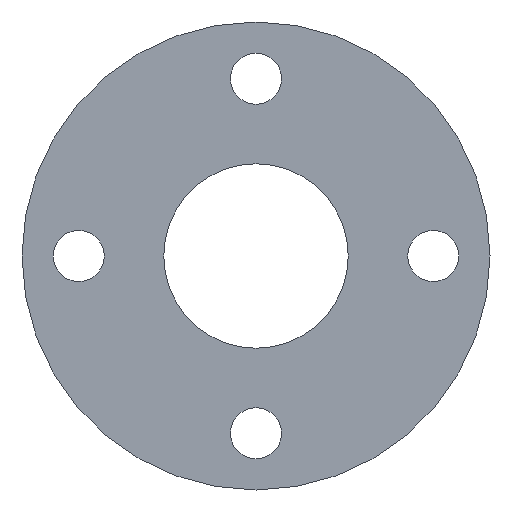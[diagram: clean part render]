
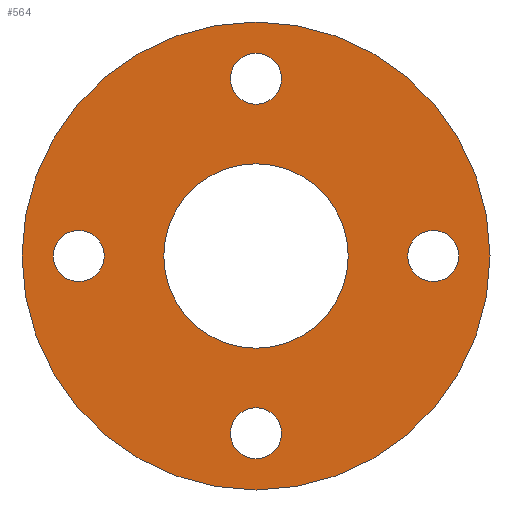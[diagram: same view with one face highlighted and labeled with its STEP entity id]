
A CAD part, front view. The second image highlights one B-rep face of the part: STEP entity #564.
In plain terms, the highlighted planar face has unit normal (0, -1, 0).
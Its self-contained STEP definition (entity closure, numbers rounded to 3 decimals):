
#9 = EDGE_CURVE ( 'NONE', #166, #160, #468, .T. ) ;
#23 = AXIS2_PLACEMENT_3D ( 'NONE', #27, #347, #306 ) ;
#27 = CARTESIAN_POINT ( 'NONE',  ( 0., 0., 0. ) ) ;
#45 = DIRECTION ( 'NONE',  ( 0., 0., 1. ) ) ;
#68 = CARTESIAN_POINT ( 'NONE',  ( -62.5, 0., 0. ) ) ;
#70 = DIRECTION ( 'NONE',  ( 0., 1., 0. ) ) ;
#80 = FACE_BOUND ( 'NONE', #273, .T. ) ;
#83 = ORIENTED_EDGE ( 'NONE', *, *, #283, .F. ) ;
#85 = DIRECTION ( 'NONE',  ( 0., -1., 0. ) ) ;
#88 = CARTESIAN_POINT ( 'NONE',  ( -62.5, 0., 0. ) ) ;
#89 = CARTESIAN_POINT ( 'NONE',  ( 62.5, 0., 0. ) ) ;
#94 = AXIS2_PLACEMENT_3D ( 'NONE', #184, #569, #176 ) ;
#113 = DIRECTION ( 'NONE',  ( 0., 0., -1. ) ) ;
#124 = VERTEX_POINT ( 'NONE', #305 ) ;
#127 = EDGE_LOOP ( 'NONE', ( #592, #83 ) ) ;
#129 = CIRCLE ( 'NONE', #417, 32.5 ) ;
#130 = EDGE_CURVE ( 'NONE', #400, #518, #552, .T. ) ;
#132 = CARTESIAN_POINT ( 'NONE',  ( 0., 0., 0. ) ) ;
#134 = DIRECTION ( 'NONE',  ( 0., 0., -1. ) ) ;
#137 = EDGE_CURVE ( 'NONE', #409, #268, #441, .T. ) ;
#140 = DIRECTION ( 'NONE',  ( 0., 0., -1. ) ) ;
#141 = CIRCLE ( 'NONE', #23, 32.5 ) ;
#159 = CARTESIAN_POINT ( 'NONE',  ( 0., 0., 32.5 ) ) ;
#160 = VERTEX_POINT ( 'NONE', #228 ) ;
#161 = VERTEX_POINT ( 'NONE', #365 ) ;
#163 = EDGE_LOOP ( 'NONE', ( #307, #500 ) ) ;
#166 = VERTEX_POINT ( 'NONE', #271 ) ;
#176 = DIRECTION ( 'NONE',  ( 0., 0., -1. ) ) ;
#177 = AXIS2_PLACEMENT_3D ( 'NONE', #270, #556, #456 ) ;
#184 = CARTESIAN_POINT ( 'NONE',  ( 0., 0., 62.5 ) ) ;
#185 = FACE_OUTER_BOUND ( 'NONE', #163, .T. ) ;
#190 = CARTESIAN_POINT ( 'NONE',  ( 0., 0., -62.5 ) ) ;
#192 = CARTESIAN_POINT ( 'NONE',  ( 0., 0., 82.5 ) ) ;
#212 = ORIENTED_EDGE ( 'NONE', *, *, #455, .T. ) ;
#215 = CIRCLE ( 'NONE', #227, 9. ) ;
#216 = CARTESIAN_POINT ( 'NONE',  ( 0., 0., 53.5 ) ) ;
#221 = DIRECTION ( 'NONE',  ( 0., 1., 0. ) ) ;
#227 = AXIS2_PLACEMENT_3D ( 'NONE', #68, #531, #140 ) ;
#228 = CARTESIAN_POINT ( 'NONE',  ( 0., 0., -82.5 ) ) ;
#231 = AXIS2_PLACEMENT_3D ( 'NONE', #190, #378, #245 ) ;
#245 = DIRECTION ( 'NONE',  ( 0., 0., -1. ) ) ;
#252 = DIRECTION ( 'NONE',  ( 0., -1., 0. ) ) ;
#253 = AXIS2_PLACEMENT_3D ( 'NONE', #89, #366, #464 ) ;
#257 = FACE_BOUND ( 'NONE', #312, .T. ) ;
#261 = ORIENTED_EDGE ( 'NONE', *, *, #406, .F. ) ;
#267 = AXIS2_PLACEMENT_3D ( 'NONE', #512, #221, #45 ) ;
#268 = VERTEX_POINT ( 'NONE', #337 ) ;
#269 = EDGE_CURVE ( 'NONE', #394, #161, #215, .T. ) ;
#270 = CARTESIAN_POINT ( 'NONE',  ( 0., 0., 62.5 ) ) ;
#271 = CARTESIAN_POINT ( 'NONE',  ( 0., 0., 82.5 ) ) ;
#273 = EDGE_LOOP ( 'NONE', ( #407, #402 ) ) ;
#280 = AXIS2_PLACEMENT_3D ( 'NONE', #587, #70, #424 ) ;
#283 = EDGE_CURVE ( 'NONE', #124, #586, #342, .T. ) ;
#291 = FACE_BOUND ( 'NONE', #127, .T. ) ;
#293 = CIRCLE ( 'NONE', #177, 9. ) ;
#305 = CARTESIAN_POINT ( 'NONE',  ( 0., 0., -53.5 ) ) ;
#306 = DIRECTION ( 'NONE',  ( 0., 0., 1. ) ) ;
#307 = ORIENTED_EDGE ( 'NONE', *, *, #9, .F. ) ;
#312 = EDGE_LOOP ( 'NONE', ( #360, #261 ) ) ;
#314 = ORIENTED_EDGE ( 'NONE', *, *, #393, .F. ) ;
#315 = CIRCLE ( 'NONE', #562, 9. ) ;
#318 = DIRECTION ( 'NONE',  ( 0., 0., 1. ) ) ;
#320 = DIRECTION ( 'NONE',  ( 0., 0., -1. ) ) ;
#336 = FACE_BOUND ( 'NONE', #358, .T. ) ;
#337 = CARTESIAN_POINT ( 'NONE',  ( 62.5, 0., -9. ) ) ;
#339 = DIRECTION ( 'NONE',  ( 0., -1., 0. ) ) ;
#342 = CIRCLE ( 'NONE', #231, 9. ) ;
#347 = DIRECTION ( 'NONE',  ( 0., 1., 0. ) ) ;
#358 = EDGE_LOOP ( 'NONE', ( #314, #419 ) ) ;
#360 = ORIENTED_EDGE ( 'NONE', *, *, #130, .F. ) ;
#362 = CARTESIAN_POINT ( 'NONE',  ( -62.5, 0., 9. ) ) ;
#365 = CARTESIAN_POINT ( 'NONE',  ( -62.5, 0., -9. ) ) ;
#366 = DIRECTION ( 'NONE',  ( 0., -1., 0. ) ) ;
#368 = EDGE_CURVE ( 'NONE', #586, #124, #315, .T. ) ;
#370 = EDGE_CURVE ( 'NONE', #554, #454, #129, .T. ) ;
#373 = DIRECTION ( 'NONE',  ( 0., 1., 0. ) ) ;
#378 = DIRECTION ( 'NONE',  ( 0., -1., 0. ) ) ;
#379 = AXIS2_PLACEMENT_3D ( 'NONE', #192, #339, #388 ) ;
#388 = DIRECTION ( 'NONE',  ( 0., 0., -1. ) ) ;
#393 = EDGE_CURVE ( 'NONE', #161, #394, #476, .T. ) ;
#394 = VERTEX_POINT ( 'NONE', #362 ) ;
#399 = CARTESIAN_POINT ( 'NONE',  ( 62.5, 0., 0. ) ) ;
#400 = VERTEX_POINT ( 'NONE', #216 ) ;
#402 = ORIENTED_EDGE ( 'NONE', *, *, #137, .F. ) ;
#404 = AXIS2_PLACEMENT_3D ( 'NONE', #399, #252, #113 ) ;
#406 = EDGE_CURVE ( 'NONE', #518, #400, #293, .T. ) ;
#407 = ORIENTED_EDGE ( 'NONE', *, *, #483, .F. ) ;
#409 = VERTEX_POINT ( 'NONE', #508 ) ;
#415 = EDGE_CURVE ( 'NONE', #160, #166, #534, .T. ) ;
#417 = AXIS2_PLACEMENT_3D ( 'NONE', #132, #373, #318 ) ;
#419 = ORIENTED_EDGE ( 'NONE', *, *, #269, .F. ) ;
#422 = CARTESIAN_POINT ( 'NONE',  ( 0., 0., -62.5 ) ) ;
#424 = DIRECTION ( 'NONE',  ( 0., 0., 1. ) ) ;
#437 = PLANE ( 'NONE',  #379 ) ;
#441 = CIRCLE ( 'NONE', #253, 9. ) ;
#454 = VERTEX_POINT ( 'NONE', #159 ) ;
#455 = EDGE_CURVE ( 'NONE', #454, #554, #141, .T. ) ;
#456 = DIRECTION ( 'NONE',  ( 0., 0., -1. ) ) ;
#464 = DIRECTION ( 'NONE',  ( 0., 0., -1. ) ) ;
#468 = CIRCLE ( 'NONE', #280, 82.5 ) ;
#476 = CIRCLE ( 'NONE', #505, 9. ) ;
#477 = FACE_BOUND ( 'NONE', #503, .T. ) ;
#483 = EDGE_CURVE ( 'NONE', #268, #409, #571, .T. ) ;
#487 = CARTESIAN_POINT ( 'NONE',  ( 0., 0., 71.5 ) ) ;
#493 = CARTESIAN_POINT ( 'NONE',  ( 0., 0., -32.5 ) ) ;
#500 = ORIENTED_EDGE ( 'NONE', *, *, #415, .F. ) ;
#503 = EDGE_LOOP ( 'NONE', ( #212, #593 ) ) ;
#505 = AXIS2_PLACEMENT_3D ( 'NONE', #88, #85, #320 ) ;
#508 = CARTESIAN_POINT ( 'NONE',  ( 62.5, 0., 9. ) ) ;
#512 = CARTESIAN_POINT ( 'NONE',  ( 0., 0., 0. ) ) ;
#518 = VERTEX_POINT ( 'NONE', #487 ) ;
#531 = DIRECTION ( 'NONE',  ( 0., -1., 0. ) ) ;
#534 = CIRCLE ( 'NONE', #267, 82.5 ) ;
#552 = CIRCLE ( 'NONE', #94, 9. ) ;
#554 = VERTEX_POINT ( 'NONE', #493 ) ;
#556 = DIRECTION ( 'NONE',  ( 0., -1., 0. ) ) ;
#560 = DIRECTION ( 'NONE',  ( 0., -1., 0. ) ) ;
#562 = AXIS2_PLACEMENT_3D ( 'NONE', #422, #560, #134 ) ;
#564 = ADVANCED_FACE ( 'NONE', ( #80, #257, #336, #291, #477, #185 ), #437, .T. ) ;
#569 = DIRECTION ( 'NONE',  ( 0., -1., 0. ) ) ;
#571 = CIRCLE ( 'NONE', #404, 9. ) ;
#580 = CARTESIAN_POINT ( 'NONE',  ( 0., 0., -71.5 ) ) ;
#586 = VERTEX_POINT ( 'NONE', #580 ) ;
#587 = CARTESIAN_POINT ( 'NONE',  ( 0., 0., 0. ) ) ;
#592 = ORIENTED_EDGE ( 'NONE', *, *, #368, .F. ) ;
#593 = ORIENTED_EDGE ( 'NONE', *, *, #370, .T. ) ;
